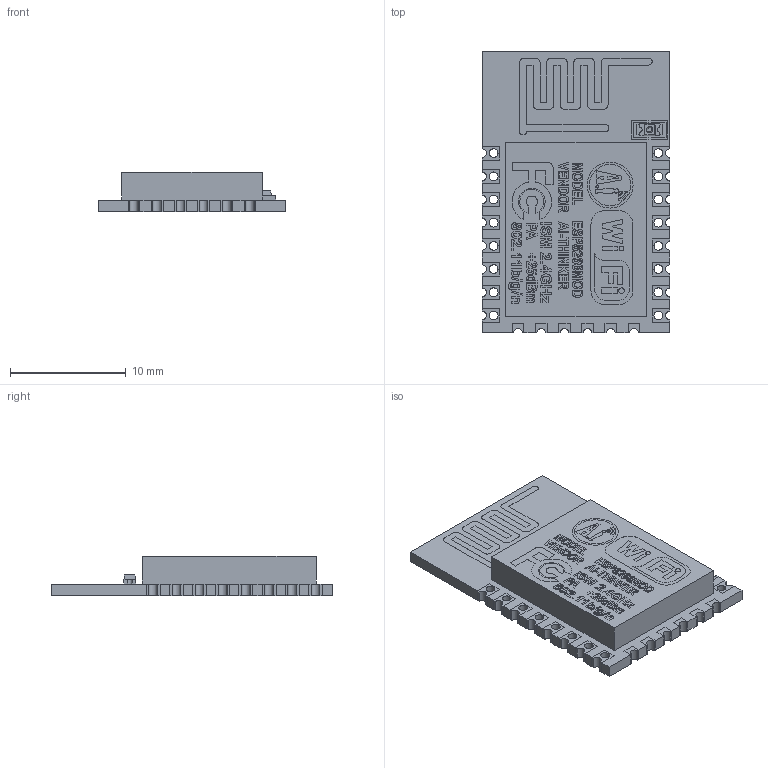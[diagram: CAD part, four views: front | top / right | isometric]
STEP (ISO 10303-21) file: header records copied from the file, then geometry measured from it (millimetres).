
FILE_DESCRIPTION(('FreeCAD Model'),'2;1');
FILE_NAME('STEP_Wi-Fi_ESP-12-E v1.step', '2017-10-19T12:05:22',('kicad StepUp'),('ksu MCAD'), 'Open CASCADE STEP processor 6.8','FreeCAD','Unknown');
FILE_SCHEMA(('AUTOMOTIVE_DESIGN_CC2 { 1 2 10303 214 -1 1 5 4 }'));
Length unit declared in the file: millimetre
Products named in the file (2): ASSEMBLY; STEP_Wi-Fi_ESP-12-E_v1
Assembly tree (1 placements, depth 2):
  ASSEMBLY
    STEP_Wi-Fi_ESP-12-E_v1
Bounding box: 16.2 x 24.3 x 3.4 mm (x, y, z)
Volume: 818.5 mm3; surface area: 1026.9 mm2
Topology: 1 solids, 1 shells, 3507 faces, 9760 edges, 6520 vertices
Faces by surface type: bspline 1834, plane 1588, cylinder 84, cone 1
Full cylindrical faces by diameter (mm): 0.228 x1, 0.405 x1, 0.477 x1, 0.75 x16, 3.574 x1, 3.967 x1
Entity records: 145956 total; most frequent: CARTESIAN_POINT 38607, ORIENTED_EDGE 19520, DIRECTION 13096, EDGE_CURVE 9760, VERTEX_POINT 6520, LINE 5878, VECTOR 5878, FACE_BOUND 3804
